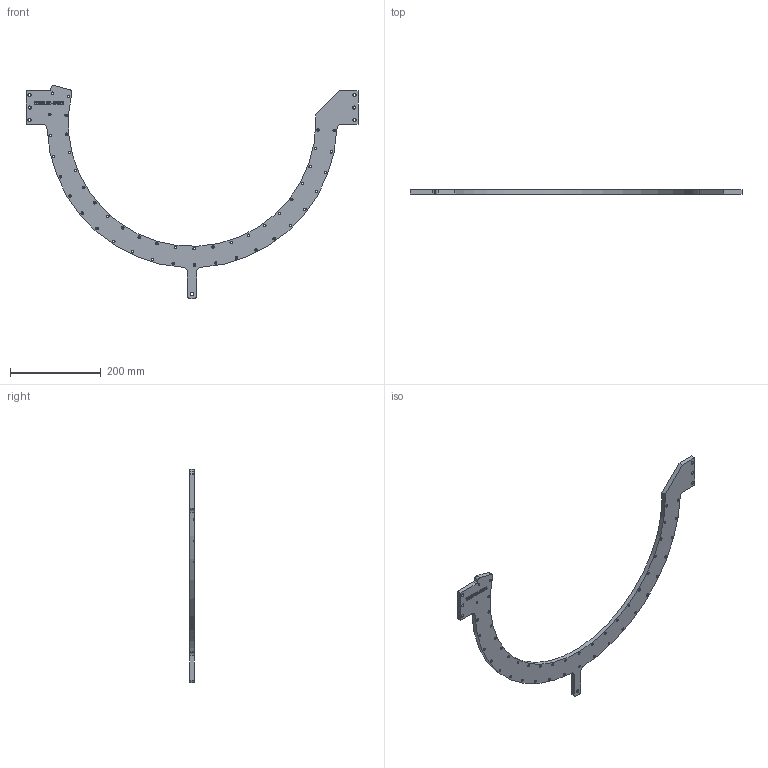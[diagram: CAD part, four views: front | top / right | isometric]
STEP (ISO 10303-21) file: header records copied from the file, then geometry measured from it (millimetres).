
FILE_DESCRIPTION(/* description */ (''),/* implementation_level */ '2;1');
FILE_NAME(/* name */ 'GETOUT_STAVE_96.stp',/* time_stamp */ '2018-09-20T14:02:28+02:00',/* author */ (''),/* organization */ (''),/* preprocessor_version */ 'ST-DEVELOPER v16.7',/* originating_system */ 'SIEMENS PLM Software NX 12.0',/* authorisation */ '');
FILE_SCHEMA (('AUTOMOTIVE_DESIGN { 1 0 10303 214 3 1 1 1 }'));
Length unit declared in the file: millimetre
Products named in the file (1): bezA730AE56cczm
Bounding box: 732 x 10 x 469.68 mm (x, y, z)
Volume: 562045 mm3; surface area: 148318.6 mm2
Topology: 1 solids, 1 shells, 473 faces, 1188 edges, 788 vertices
Faces by surface type: plane 219, cylinder 113, cone 106, extrusion 35
Full cylindrical faces by diameter (mm): 4.5 x46, 6 x49, 6.5 x4, 14 x1
Entity records: 13857 total; most frequent: CARTESIAN_POINT 4063, DIRECTION 1795, ORIENTED_EDGE 1776, EDGE_CURVE 888, EDGE_LOOP 856, AXIS2_PLACEMENT_3D 771, VERTEX_POINT 694, FACE_BOUND 642
